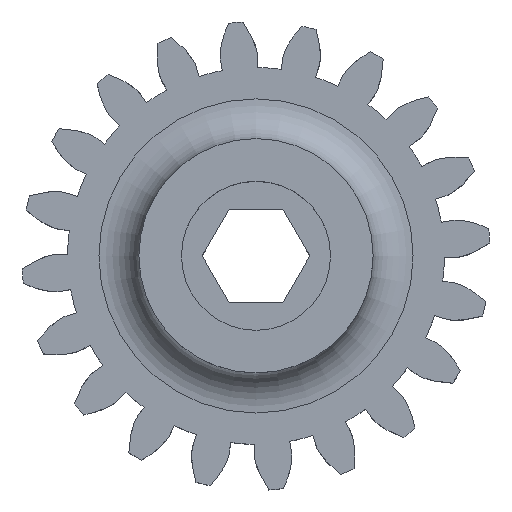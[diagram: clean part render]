
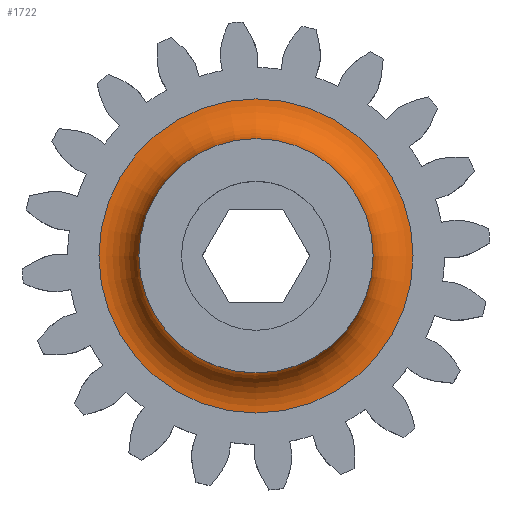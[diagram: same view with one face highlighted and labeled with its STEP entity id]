
A CAD part, top view. The second image highlights one B-rep face of the part: STEP entity #1722.
In plain terms, the highlighted toroidal (fillet/blend) face has major radius 5.9 mm and minor radius 1.5 mm.
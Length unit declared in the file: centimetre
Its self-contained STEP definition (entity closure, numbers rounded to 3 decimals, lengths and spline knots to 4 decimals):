
#471=VERTEX_POINT('',#2316);
#472=VERTEX_POINT('',#2318);
#648=CIRCLE('',#1816,0.44);
#649=CIRCLE('',#1817,0.59);
#733=EDGE_CURVE('',#471,#471,#648,.T.);
#734=EDGE_CURVE('',#472,#472,#649,.T.);
#996=ORIENTED_EDGE('',*,*,#733,.T.);
#997=ORIENTED_EDGE('',*,*,#734,.T.);
#1522=EDGE_LOOP('',(#996));
#1523=EDGE_LOOP('',(#997));
#1622=FACE_BOUND('',#1522,.T.);
#1623=FACE_BOUND('',#1523,.T.);
#1722=ADVANCED_FACE('',(#1622,#1623),#5126,.F.);
#1815=AXIS2_PLACEMENT_3D('',#2314,#1952,$);
#1816=AXIS2_PLACEMENT_3D('',#2315,#1953,#1954);
#1817=AXIS2_PLACEMENT_3D('',#2317,#1955,#1956);
#1952=DIRECTION('',(0.,0.,-1.));
#1953=DIRECTION('',(0.,0.,-1.));
#1954=DIRECTION('',(-0.44,0.,0.));
#1955=DIRECTION('',(0.,0.,1.));
#1956=DIRECTION('',(-0.59,0.,0.));
#2314=CARTESIAN_POINT('',(0.,0.,0.45));
#2315=CARTESIAN_POINT('',(0.,0.,0.45));
#2316=CARTESIAN_POINT('',(0.44,0.,0.45));
#2317=CARTESIAN_POINT('',(0.,0.,0.3));
#2318=CARTESIAN_POINT('',(0.59,0.,0.3));
#5126=TOROIDAL_SURFACE('',#1815,0.59,0.15);
